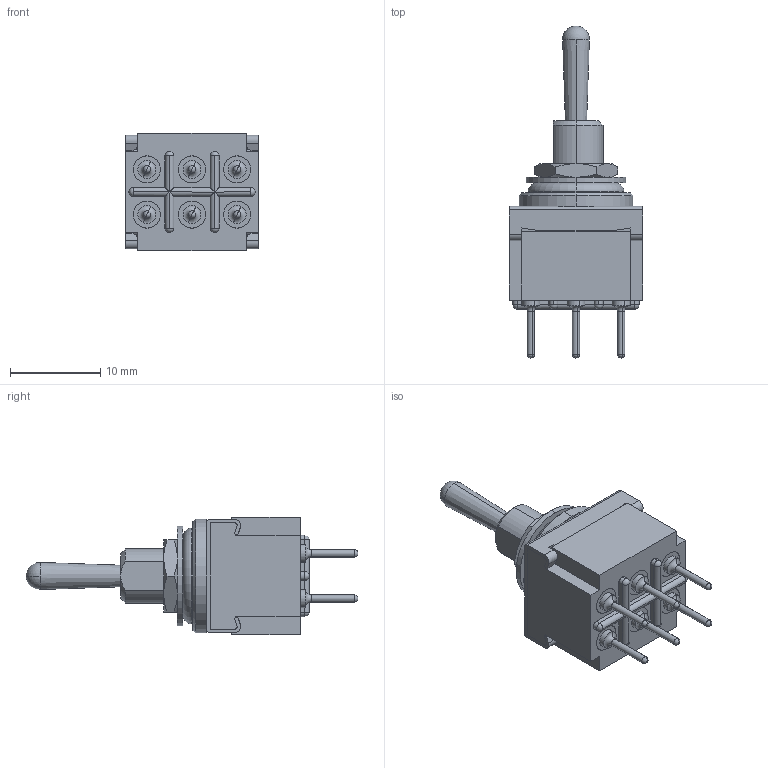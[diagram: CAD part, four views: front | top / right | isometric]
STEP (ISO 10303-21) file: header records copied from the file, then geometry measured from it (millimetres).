
FILE_DESCRIPTION (( 'STEP AP203' ), '1' );
FILE_NAME ('FWP03.STEP', '2020-03-12T05:08:07', ( '' ), ( '' ), 'SwSTEP 2.0', 'SolidWorks 2018', '' );
FILE_SCHEMA (( 'CONFIG_CONTROL_DESIGN' ));
Length unit declared in the file: millimetre
Products named in the file (9): 6061 0076 20(パッキン Fシリーズ); 上組 スリーブ組 防水トグル (Fシリーズ); ケース2極 (Fシリーズ); 端子 3 (Fシリーズ); 僼儗乕儉2嬌 (F僔儕乕僘); 9801 0342 20(ナット)model; 9803 0344 20(L儚僢僔儍乕)model; 壓慻 2嬌 3抂巕 (F僔儕乕僘); FWP03
Assembly tree (13 placements, depth 3):
  FWP03
    上組 スリーブ組 防水トグル (Fシリーズ)
    9801 0342 20(ナット)model
    9803 0344 20(L儚僢僔儍乕)model
    6061 0076 20(パッキン Fシリーズ)
    壓慻 2嬌 3抂巕 (F僔儕乕僘)
      ケース2極 (Fシリーズ)
      僼儗乕儉2嬌 (F僔儕乕僘)
      端子 3 (Fシリーズ)  x6
Bounding box: 14.8 x 36.8 x 13 mm (x, y, z)
Volume: 2498.1 mm3; surface area: 2820.3 mm2
Topology: 12 solids, 16 shells, 329 faces, 788 edges, 485 vertices
Faces by surface type: plane 134, cylinder 126, torus 26, sphere 22, cone 21
Entity records: 8975 total; most frequent: CARTESIAN_POINT 1514, DIRECTION 1404, ORIENTED_EDGE 1286, EDGE_CURVE 643, AXIS2_PLACEMENT_3D 517, VERTEX_POINT 405, LINE 370, VECTOR 370
